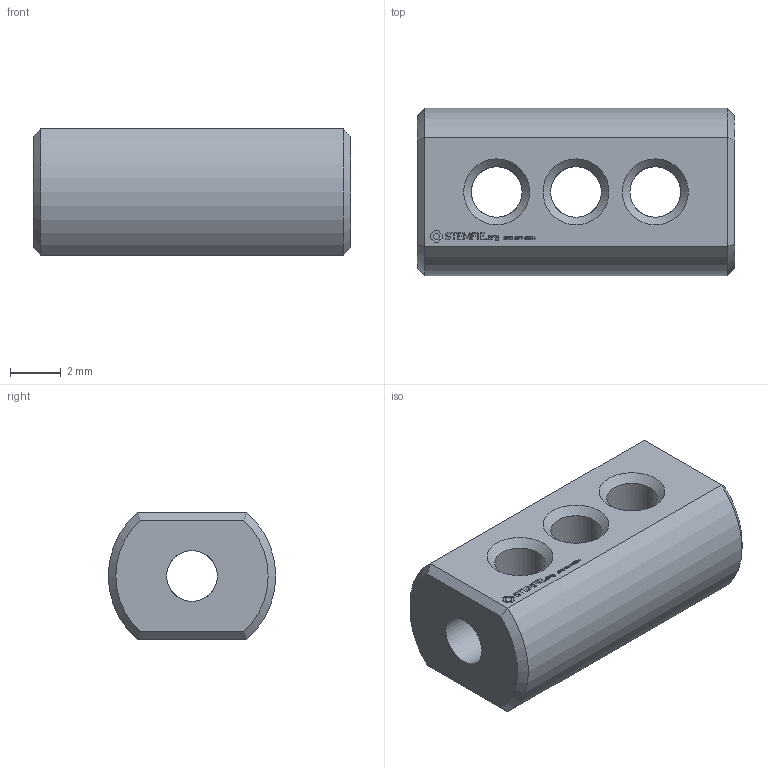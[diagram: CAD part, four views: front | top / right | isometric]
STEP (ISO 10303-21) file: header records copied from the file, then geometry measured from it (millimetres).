
FILE_DESCRIPTION(('FreeCAD Model'),'2;1');
FILE_NAME('Open CASCADE Shape Model','2024-02-05T00:19:49',(''),(''), 'Open CASCADE STEP processor 7.6','FreeCAD','Unknown');
FILE_SCHEMA(('AUTOMOTIVE_DESIGN { 1 0 10303 214 1 1 1 1 }'));
Length unit declared in the file: millimetre
Products named in the file (1): Shaft PLN BU01.00 - SPN-SFT-0004 (stemfie.org)
Bounding box: 12.5 x 6.6 x 5 mm (x, y, z)
Volume: 294.6 mm3; surface area: 396 mm2
Topology: 1 solids, 1 shells, 482 faces, 1342 edges, 888 vertices
Faces by surface type: plane 312, extrusion 148, cylinder 12, cone 10
Full cylindrical faces by diameter (mm): 2 x10
Entity records: 33196 total; most frequent: CARTESIAN_POINT 7253, DIRECTION 4250, VECTOR 3452, LINE 3304, ORIENTED_EDGE 2684, PCURVE 2684, DEFINITIONAL_REPRESENTATION 2684, EDGE_CURVE 1342
